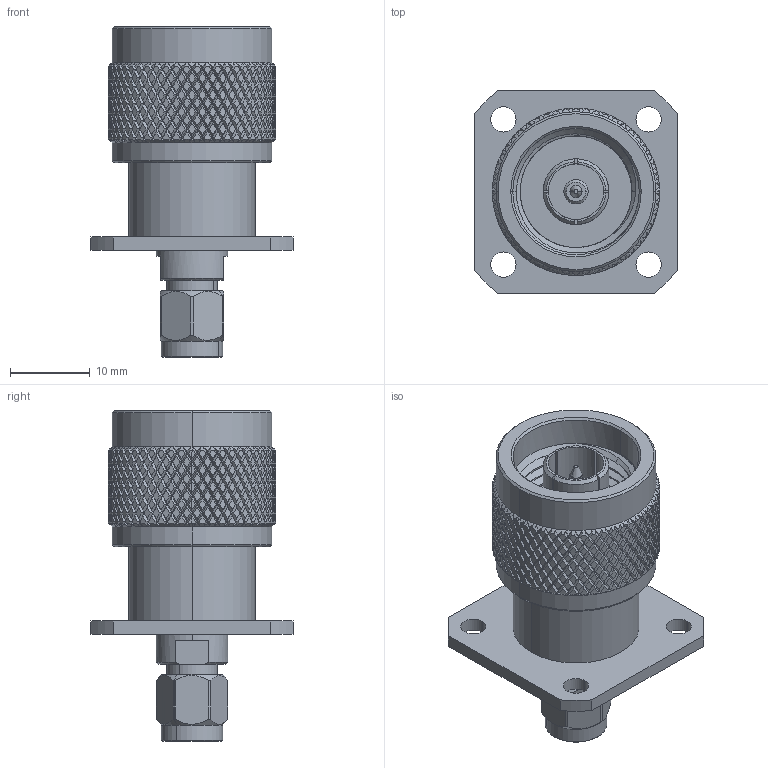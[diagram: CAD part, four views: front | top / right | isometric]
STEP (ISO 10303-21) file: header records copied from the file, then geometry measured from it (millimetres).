
FILE_DESCRIPTION (( 'STEP AP203' ), '1' );
FILE_NAME ('LCAD9499_3D.STEP', '2022-08-24T19:31:16', ( '' ), ( '' ), 'SwSTEP 2.0', 'SolidWorks 2021', '' );
FILE_SCHEMA (( 'CONFIG_CONTROL_DESIGN' ));
Products named in the file (1): LCAD9499_3D
Bounding box: 25.4 x 25.4 x 41.53 mm (x, y, z)
Volume: 7429.5 mm3; surface area: 5269.4 mm2
Topology: 1 solids, 1 shells, 2670 faces, 5668 edges, 3015 vertices
Faces by surface type: bspline 2008, cylinder 579, plane 47, cone 36
Entity records: 119551 total; most frequent: CARTESIAN_POINT 84750, ORIENTED_EDGE 11336, EDGE_CURVE 5668, VERTEX_POINT 3015, EDGE_LOOP 2693, FACE_OUTER_BOUND 2670, ADVANCED_FACE 2670, B_SPLINE_CURVE_WITH_KNOTS 2253
